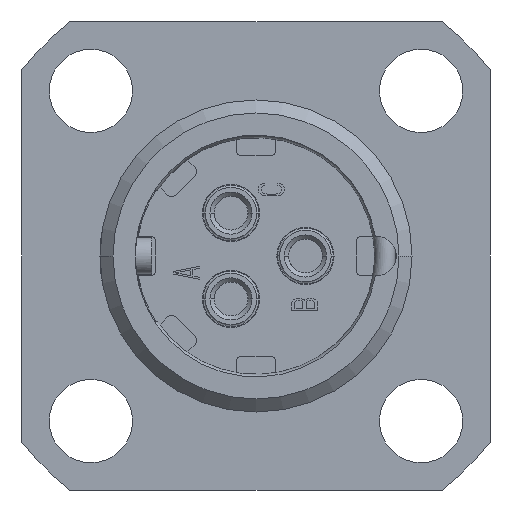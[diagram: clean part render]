
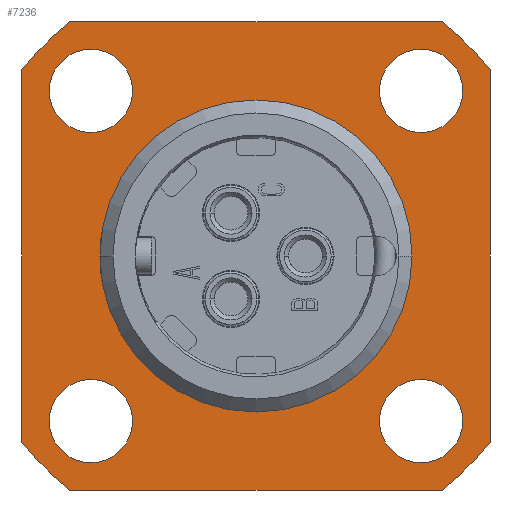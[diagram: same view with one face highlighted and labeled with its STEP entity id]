
A CAD part, left-side view. The second image highlights one B-rep face of the part: STEP entity #7236.
In plain terms, the highlighted planar face has unit normal (-1, 0, 0).
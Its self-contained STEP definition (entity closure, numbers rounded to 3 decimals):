
#769=CARTESIAN_POINT('',(4.8,9.,-9.));
#770=DIRECTION('',(-1.,0.,0.));
#771=DIRECTION('',(0.,-1.,0.));
#772=AXIS2_PLACEMENT_3D('',#769,#770,#771);
#782=CARTESIAN_POINT('',(4.8,9.,-9.));
#783=DIRECTION('',(-1.,0.,0.));
#784=DIRECTION('',(0.,1.,0.));
#785=AXIS2_PLACEMENT_3D('',#782,#783,#784);
#894=DIRECTION('',(0.,0.,1.));
#895=VECTOR('',#894,14.318);
#896=CARTESIAN_POINT('',(4.8,0.,-16.159));
#897=LINE('737',#896,#895);
#898=CARTESIAN_POINT('',(4.8,9.,-9.));
#899=DIRECTION('',(-1.,0.,0.));
#900=DIRECTION('',(0.,-0.623,-0.783));
#901=AXIS2_PLACEMENT_3D('',#898,#899,#900);
#903=DIRECTION('',(0.,-1.,0.));
#904=VECTOR('',#903,14.318);
#905=CARTESIAN_POINT('',(4.8,16.159,-18.));
#906=LINE('739',#905,#904);
#907=CARTESIAN_POINT('',(4.8,9.,-9.));
#908=DIRECTION('',(-1.,0.,0.));
#909=DIRECTION('',(0.,0.783,-0.623));
#910=AXIS2_PLACEMENT_3D('',#907,#908,#909);
#912=DIRECTION('',(0.,0.,-1.));
#913=VECTOR('',#912,14.318);
#914=CARTESIAN_POINT('',(4.8,18.,-1.841));
#915=LINE('741',#914,#913);
#916=CARTESIAN_POINT('',(4.8,9.,-9.));
#917=DIRECTION('',(-1.,0.,0.));
#918=DIRECTION('',(0.,0.623,0.783));
#919=AXIS2_PLACEMENT_3D('',#916,#917,#918);
#921=DIRECTION('',(0.,1.,0.));
#922=VECTOR('',#921,14.318);
#923=CARTESIAN_POINT('',(4.8,1.841,0.));
#924=LINE('743',#923,#922);
#925=CARTESIAN_POINT('',(4.8,9.,-9.));
#926=DIRECTION('',(-1.,0.,0.));
#927=DIRECTION('',(0.,-0.783,0.623));
#928=AXIS2_PLACEMENT_3D('',#925,#926,#927);
#930=CARTESIAN_POINT('',(4.8,15.35,-2.65));
#931=DIRECTION('',(1.,0.,0.));
#932=DIRECTION('',(0.,1.,0.));
#933=AXIS2_PLACEMENT_3D('',#930,#931,#932);
#935=CARTESIAN_POINT('',(4.8,15.35,-2.65));
#936=DIRECTION('',(1.,0.,0.));
#937=DIRECTION('',(0.,-1.,0.));
#938=AXIS2_PLACEMENT_3D('',#935,#936,#937);
#940=CARTESIAN_POINT('',(4.8,15.35,-15.35));
#941=DIRECTION('',(1.,0.,0.));
#942=DIRECTION('',(0.,1.,0.));
#943=AXIS2_PLACEMENT_3D('',#940,#941,#942);
#945=CARTESIAN_POINT('',(4.8,15.35,-15.35));
#946=DIRECTION('',(1.,0.,0.));
#947=DIRECTION('',(0.,-1.,0.));
#948=AXIS2_PLACEMENT_3D('',#945,#946,#947);
#950=CARTESIAN_POINT('',(4.8,2.65,-15.35));
#951=DIRECTION('',(1.,0.,0.));
#952=DIRECTION('',(0.,1.,0.));
#953=AXIS2_PLACEMENT_3D('',#950,#951,#952);
#955=CARTESIAN_POINT('',(4.8,2.65,-15.35));
#956=DIRECTION('',(1.,0.,0.));
#957=DIRECTION('',(0.,-1.,0.));
#958=AXIS2_PLACEMENT_3D('',#955,#956,#957);
#960=CARTESIAN_POINT('',(4.8,2.65,-2.65));
#961=DIRECTION('',(1.,0.,0.));
#962=DIRECTION('',(0.,1.,0.));
#963=AXIS2_PLACEMENT_3D('',#960,#961,#962);
#965=CARTESIAN_POINT('',(4.8,2.65,-2.65));
#966=DIRECTION('',(1.,0.,0.));
#967=DIRECTION('',(0.,-1.,0.));
#968=AXIS2_PLACEMENT_3D('',#965,#966,#967);
#4830=CARTESIAN_POINT('',(4.8,0.,-16.159));
#4831=CARTESIAN_POINT('',(4.8,0.,-1.841));
#4832=VERTEX_POINT('',#4830);
#4833=VERTEX_POINT('',#4831);
#4834=CARTESIAN_POINT('',(4.8,1.841,-18.));
#4835=VERTEX_POINT('',#4834);
#4836=CARTESIAN_POINT('',(4.8,16.159,-18.));
#4837=VERTEX_POINT('',#4836);
#4838=CARTESIAN_POINT('',(4.8,18.,-16.159));
#4839=VERTEX_POINT('',#4838);
#4840=CARTESIAN_POINT('',(4.8,18.,-1.841));
#4841=VERTEX_POINT('',#4840);
#4842=CARTESIAN_POINT('',(4.8,16.159,0.));
#4843=VERTEX_POINT('',#4842);
#4844=CARTESIAN_POINT('',(4.8,1.841,0.));
#4845=VERTEX_POINT('',#4844);
#4850=CARTESIAN_POINT('',(4.8,3.,-9.));
#4851=CARTESIAN_POINT('',(4.8,15.,-9.));
#4852=VERTEX_POINT('',#4850);
#4853=VERTEX_POINT('',#4851);
#4862=CARTESIAN_POINT('',(4.8,16.95,-2.65));
#4863=CARTESIAN_POINT('',(4.8,13.75,-2.65));
#4864=VERTEX_POINT('',#4862);
#4865=VERTEX_POINT('',#4863);
#4870=CARTESIAN_POINT('',(4.8,16.95,-15.35));
#4871=CARTESIAN_POINT('',(4.8,13.75,-15.35));
#4872=VERTEX_POINT('',#4870);
#4873=VERTEX_POINT('',#4871);
#4878=CARTESIAN_POINT('',(4.8,4.25,-15.35));
#4879=CARTESIAN_POINT('',(4.8,1.05,-15.35));
#4880=VERTEX_POINT('',#4878);
#4881=VERTEX_POINT('',#4879);
#4886=CARTESIAN_POINT('',(4.8,4.25,-2.65));
#4887=CARTESIAN_POINT('',(4.8,1.05,-2.65));
#4888=VERTEX_POINT('',#4886);
#4889=VERTEX_POINT('',#4887);
#7185=CARTESIAN_POINT('',(4.8,9.,-9.));
#7186=DIRECTION('',(1.,0.,0.));
#7187=DIRECTION('',(0.,0.,-1.));
#7188=AXIS2_PLACEMENT_3D('',#7185,#7186,#7187);
#7189=PLANE('274',#7188);
#7191=ORIENTED_EDGE('737',*,*,#7190,.F.);
#7193=ORIENTED_EDGE('738',*,*,#7192,.F.);
#7195=ORIENTED_EDGE('739',*,*,#7194,.F.);
#7197=ORIENTED_EDGE('740',*,*,#7196,.F.);
#7199=ORIENTED_EDGE('741',*,*,#7198,.F.);
#7201=ORIENTED_EDGE('742',*,*,#7200,.F.);
#7203=ORIENTED_EDGE('743',*,*,#7202,.F.);
#7205=ORIENTED_EDGE('744',*,*,#7204,.F.);
#7206=EDGE_LOOP('274',(#7191,#7193,#7195,#7197,#7199,#7201,#7203,#7205));
#7207=FACE_OUTER_BOUND('274',#7206,.F.);
#7208=ORIENTED_EDGE('754',*,*,#6990,.T.);
#7209=ORIENTED_EDGE('756',*,*,#7017,.T.);
#7210=EDGE_LOOP('274',(#7208,#7209));
#7211=FACE_BOUND('274',#7210,.F.);
#7213=ORIENTED_EDGE('762',*,*,#7212,.F.);
#7215=ORIENTED_EDGE('763',*,*,#7214,.F.);
#7216=EDGE_LOOP('274',(#7213,#7215));
#7217=FACE_BOUND('274',#7216,.F.);
#7219=ORIENTED_EDGE('768',*,*,#7218,.F.);
#7221=ORIENTED_EDGE('769',*,*,#7220,.F.);
#7222=EDGE_LOOP('274',(#7219,#7221));
#7223=FACE_BOUND('274',#7222,.F.);
#7225=ORIENTED_EDGE('774',*,*,#7224,.F.);
#7227=ORIENTED_EDGE('775',*,*,#7226,.F.);
#7228=EDGE_LOOP('274',(#7225,#7227));
#7229=FACE_BOUND('274',#7228,.F.);
#7231=ORIENTED_EDGE('780',*,*,#7230,.F.);
#7233=ORIENTED_EDGE('781',*,*,#7232,.F.);
#7234=EDGE_LOOP('274',(#7231,#7233));
#7235=FACE_BOUND('274',#7234,.F.);
#773=CIRCLE('754',#772,6.);
#786=CIRCLE('756',#785,6.);
#902=CIRCLE('738',#901,11.5);
#911=CIRCLE('740',#910,11.5);
#920=CIRCLE('742',#919,11.5);
#929=CIRCLE('744',#928,11.5);
#934=CIRCLE('762',#933,1.6);
#939=CIRCLE('763',#938,1.6);
#944=CIRCLE('768',#943,1.6);
#949=CIRCLE('769',#948,1.6);
#954=CIRCLE('774',#953,1.6);
#959=CIRCLE('775',#958,1.6);
#964=CIRCLE('780',#963,1.6);
#969=CIRCLE('781',#968,1.6);
#6990=EDGE_CURVE('754',#4852,#4853,#773,.T.);
#7017=EDGE_CURVE('756',#4853,#4852,#786,.T.);
#7190=EDGE_CURVE('737',#4832,#4833,#897,.T.);
#7192=EDGE_CURVE('738',#4835,#4832,#902,.T.);
#7194=EDGE_CURVE('739',#4837,#4835,#906,.T.);
#7196=EDGE_CURVE('740',#4839,#4837,#911,.T.);
#7198=EDGE_CURVE('741',#4841,#4839,#915,.T.);
#7200=EDGE_CURVE('742',#4843,#4841,#920,.T.);
#7202=EDGE_CURVE('743',#4845,#4843,#924,.T.);
#7204=EDGE_CURVE('744',#4833,#4845,#929,.T.);
#7212=EDGE_CURVE('762',#4864,#4865,#934,.T.);
#7214=EDGE_CURVE('763',#4865,#4864,#939,.T.);
#7218=EDGE_CURVE('768',#4872,#4873,#944,.T.);
#7220=EDGE_CURVE('769',#4873,#4872,#949,.T.);
#7224=EDGE_CURVE('774',#4880,#4881,#954,.T.);
#7226=EDGE_CURVE('775',#4881,#4880,#959,.T.);
#7230=EDGE_CURVE('780',#4888,#4889,#964,.T.);
#7232=EDGE_CURVE('781',#4889,#4888,#969,.T.);
#7236=ADVANCED_FACE('274',(#7207,#7211,#7217,#7223,#7229,#7235),#7189,.F.);
